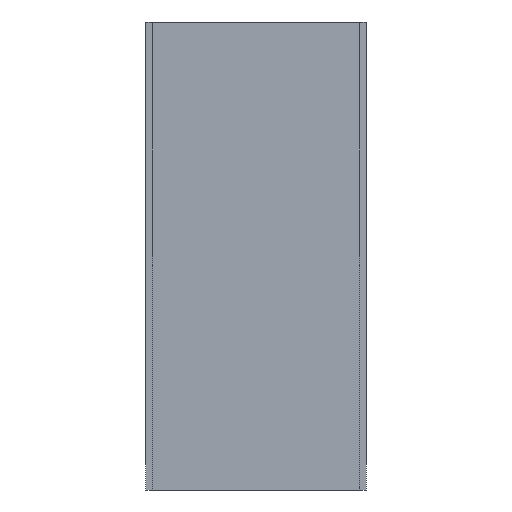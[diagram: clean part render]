
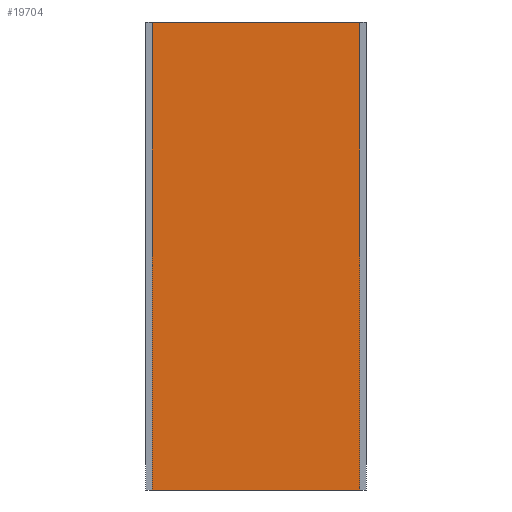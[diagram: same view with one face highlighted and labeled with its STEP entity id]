
A CAD part, left-side view. The second image highlights one B-rep face of the part: STEP entity #19704.
In plain terms, the highlighted planar face has unit normal (-1, 0, 0).
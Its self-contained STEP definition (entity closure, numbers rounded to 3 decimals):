
#882 = DIRECTION ( 'NONE',  ( 0., 0., 1. ) ) ;
#1331 = CARTESIAN_POINT ( 'NONE',  ( -20., 0.1, 3.5 ) ) ;
#1408 = EDGE_CURVE ( 'NONE', #9465, #18921, #9887, .T. ) ;
#2007 = EDGE_CURVE ( 'NONE', #18921, #16369, #19043, .T. ) ;
#3673 = LINE ( 'NONE', #19210, #8261 ) ;
#4164 = DIRECTION ( 'NONE',  ( 0., 0., -1. ) ) ;
#4577 = DIRECTION ( 'NONE',  ( 0., 0., 1. ) ) ;
#4894 = ORIENTED_EDGE ( 'NONE', *, *, #1408, .T. ) ;
#4921 = AXIS2_PLACEMENT_3D ( 'NONE', #20685, #18744, #4164 ) ;
#7869 = PLANE ( 'NONE',  #4921 ) ;
#8261 = VECTOR ( 'NONE', #882, 1000. ) ;
#8836 = ORIENTED_EDGE ( 'NONE', *, *, #19928, .F. ) ;
#9465 = VERTEX_POINT ( 'NONE', #16211 ) ;
#9887 = LINE ( 'NONE', #19435, #20802 ) ;
#10480 = CARTESIAN_POINT ( 'NONE',  ( -20., 3.3, 3.5 ) ) ;
#12462 = CARTESIAN_POINT ( 'NONE',  ( -20., 0.1, -3.5 ) ) ;
#13950 = DIRECTION ( 'NONE',  ( 0., -1., 0. ) ) ;
#14141 = LINE ( 'NONE', #10480, #23279 ) ;
#14758 = VECTOR ( 'NONE', #4577, 1000. ) ;
#14885 = VERTEX_POINT ( 'NONE', #23085 ) ;
#16211 = CARTESIAN_POINT ( 'NONE',  ( -20., 3.2, -3.5 ) ) ;
#16369 = VERTEX_POINT ( 'NONE', #1331 ) ;
#17314 = EDGE_LOOP ( 'NONE', ( #18943, #4894, #18582, #8836 ) ) ;
#18582 = ORIENTED_EDGE ( 'NONE', *, *, #2007, .T. ) ;
#18744 = DIRECTION ( 'NONE',  ( 1., 0., 0. ) ) ;
#18921 = VERTEX_POINT ( 'NONE', #12462 ) ;
#18943 = ORIENTED_EDGE ( 'NONE', *, *, #22732, .F. ) ;
#19043 = LINE ( 'NONE', #20850, #14758 ) ;
#19210 = CARTESIAN_POINT ( 'NONE',  ( -20., 3.2, 3.5 ) ) ;
#19435 = CARTESIAN_POINT ( 'NONE',  ( -20., 3.3, -3.5 ) ) ;
#19704 = ADVANCED_FACE ( 'NONE', ( #21614 ), #7869, .F. ) ;
#19928 = EDGE_CURVE ( 'NONE', #14885, #16369, #14141, .T. ) ;
#20685 = CARTESIAN_POINT ( 'NONE',  ( -20., 3.3, 3.5 ) ) ;
#20802 = VECTOR ( 'NONE', #23055, 1000. ) ;
#20850 = CARTESIAN_POINT ( 'NONE',  ( -20., 0.1, 3.5 ) ) ;
#21614 = FACE_OUTER_BOUND ( 'NONE', #17314, .T. ) ;
#22732 = EDGE_CURVE ( 'NONE', #9465, #14885, #3673, .T. ) ;
#23055 = DIRECTION ( 'NONE',  ( 0., -1., 0. ) ) ;
#23085 = CARTESIAN_POINT ( 'NONE',  ( -20., 3.2, 3.5 ) ) ;
#23279 = VECTOR ( 'NONE', #13950, 1000. ) ;
